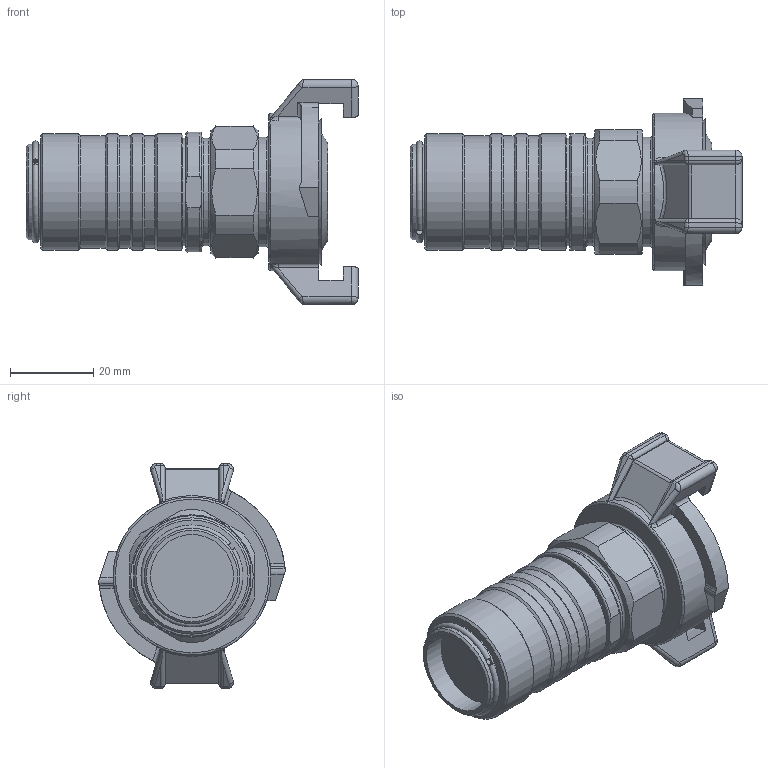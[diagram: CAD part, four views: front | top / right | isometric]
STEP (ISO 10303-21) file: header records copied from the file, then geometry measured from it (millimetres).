
FILE_DESCRIPTION(/* description */ (''),/* implementation_level */ '2;1');
FILE_NAME(/* name */ 'WPIK-WPA.stp',/* time_stamp */ '2025-10-22T14:00:07+02:00',/* author */ ('ertl'),/* organization */ (''),/* preprocessor_version */ 'ST-DEVELOPER v20',/* originating_system */ 'Autodesk Inventor 2025',/* authorisation */ '0 mm^3');
FILE_SCHEMA (('AUTOMOTIVE_DESIGN { 1 0 10303 214 3 1 1 }'));
Length unit declared in the file: millimetre
Products named in the file (1): WPIK-WPA
Bounding box: 80 x 44.94 x 54.2 mm (x, y, z)
Volume: 53308.7 mm3; surface area: 13010.5 mm2
Topology: 2 solids, 2 shells, 186 faces, 450 edges, 272 vertices
Faces by surface type: cylinder 79, plane 58, bspline 18, cone 14, torus 9, sphere 8
Full cylindrical faces by diameter (mm): 20 x1, 21.6 x1, 23 x2, 26 x2, 26.441 x1, 27 x3, 28 x4
Entity records: 6333 total; most frequent: CARTESIAN_POINT 1851, ORIENTED_EDGE 888, DIRECTION 888, EDGE_CURVE 444, AXIS2_PLACEMENT_3D 353, VERTEX_POINT 274, EDGE_LOOP 198, FACE_OUTER_BOUND 186
